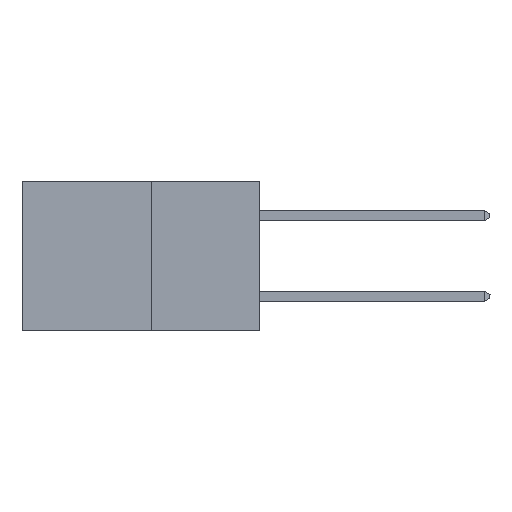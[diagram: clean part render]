
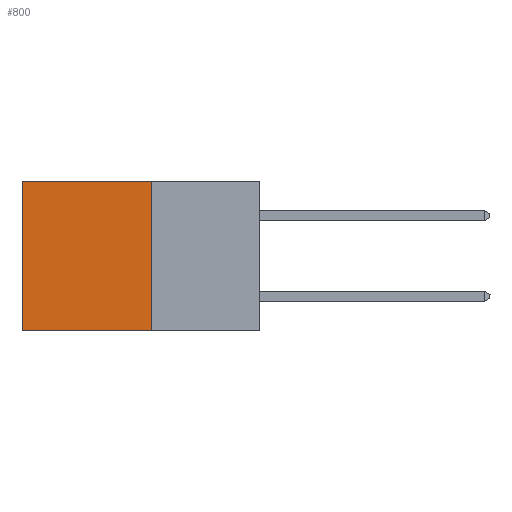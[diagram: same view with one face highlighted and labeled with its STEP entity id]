
A CAD part, left-side view. The second image highlights one B-rep face of the part: STEP entity #800.
In plain terms, the highlighted planar face has unit normal (-1, 0, 0).
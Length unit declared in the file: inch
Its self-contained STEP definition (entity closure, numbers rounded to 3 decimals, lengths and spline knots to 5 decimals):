
#800 = ADVANCED_FACE ( 'NONE', ( #5629 ), #8438, .F. ) ;
#1040 = ORIENTED_EDGE ( 'NONE', *, *, #7581, .T. ) ;
#1155 = VERTEX_POINT ( 'NONE', #4353 ) ;
#1217 = CARTESIAN_POINT ( 'NONE',  ( 0.277, 0.59, -0.37 ) ) ;
#1893 = ORIENTED_EDGE ( 'NONE', *, *, #4664, .F. ) ;
#2030 = VERTEX_POINT ( 'NONE', #6421 ) ;
#2031 = DIRECTION ( 'NONE',  ( 0., 0., -1. ) ) ;
#2784 = DIRECTION ( 'NONE',  ( 0., 0., -1. ) ) ;
#3128 = DIRECTION ( 'NONE',  ( 0., 0., -1. ) ) ;
#3278 = VERTEX_POINT ( 'NONE', #4107 ) ;
#3433 = CARTESIAN_POINT ( 'NONE',  ( 0.277, 0.27, -0.37 ) ) ;
#3449 = EDGE_CURVE ( 'NONE', #3278, #1155, #5059, .T. ) ;
#3897 = ORIENTED_EDGE ( 'NONE', *, *, #6798, .F. ) ;
#3919 = VECTOR ( 'NONE', #2031, 39.37008 ) ;
#4107 = CARTESIAN_POINT ( 'NONE',  ( 0.277, 0.59, 0. ) ) ;
#4353 = CARTESIAN_POINT ( 'NONE',  ( 0.277, 0.59, -0.37 ) ) ;
#4585 = DIRECTION ( 'NONE',  ( 0., 1., 0. ) ) ;
#4664 = EDGE_CURVE ( 'NONE', #2030, #1155, #9073, .T. ) ;
#5059 = LINE ( 'NONE', #1217, #7004 ) ;
#5479 = VECTOR ( 'NONE', #10127, 39.37008 ) ;
#5572 = CARTESIAN_POINT ( 'NONE',  ( 0.277, 0.27, 0. ) ) ;
#5629 = FACE_OUTER_BOUND ( 'NONE', #10627, .T. ) ;
#5827 = AXIS2_PLACEMENT_3D ( 'NONE', #10204, #8054, #3128 ) ;
#5888 = LINE ( 'NONE', #3433, #3919 ) ;
#6381 = ORIENTED_EDGE ( 'NONE', *, *, #3449, .T. ) ;
#6421 = CARTESIAN_POINT ( 'NONE',  ( 0.277, 0.27, -0.37 ) ) ;
#6798 = EDGE_CURVE ( 'NONE', #8871, #2030, #5888, .T. ) ;
#7004 = VECTOR ( 'NONE', #2784, 39.37008 ) ;
#7115 = CARTESIAN_POINT ( 'NONE',  ( 0.277, 0.27, 0. ) ) ;
#7581 = EDGE_CURVE ( 'NONE', #8871, #3278, #10422, .T. ) ;
#8054 = DIRECTION ( 'NONE',  ( 1., 0., 0. ) ) ;
#8438 = PLANE ( 'NONE',  #5827 ) ;
#8871 = VERTEX_POINT ( 'NONE', #5572 ) ;
#9073 = LINE ( 'NONE', #9853, #9325 ) ;
#9325 = VECTOR ( 'NONE', #4585, 39.37008 ) ;
#9853 = CARTESIAN_POINT ( 'NONE',  ( 0.277, 0.27, -0.37 ) ) ;
#10127 = DIRECTION ( 'NONE',  ( 0., 1., 0. ) ) ;
#10204 = CARTESIAN_POINT ( 'NONE',  ( 0.277, 0.27, -0.37 ) ) ;
#10422 = LINE ( 'NONE', #7115, #5479 ) ;
#10627 = EDGE_LOOP ( 'NONE', ( #6381, #1893, #3897, #1040 ) ) ;
